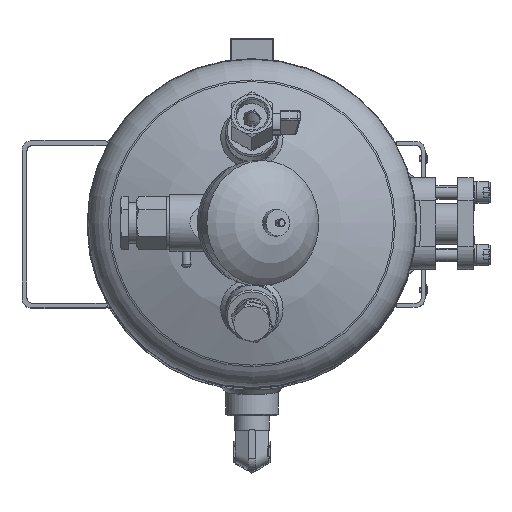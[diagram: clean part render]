
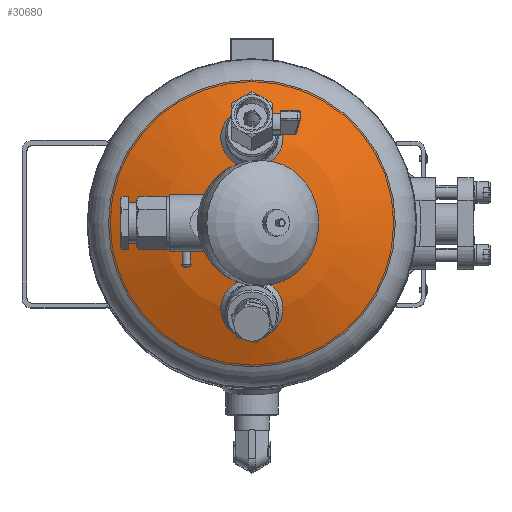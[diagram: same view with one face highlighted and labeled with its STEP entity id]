
A CAD part, top view. The second image highlights one B-rep face of the part: STEP entity #30680.
In plain terms, the highlighted spherical face has radius 202.3 mm.
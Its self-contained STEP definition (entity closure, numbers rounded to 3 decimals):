
#259=SPHERICAL_SURFACE('',#36907,202.3);
#7706=ORIENTED_EDGE('',*,*,#16462,.T.);
#7707=ORIENTED_EDGE('',*,*,#16466,.T.);
#7708=ORIENTED_EDGE('',*,*,#16467,.F.);
#7709=ORIENTED_EDGE('',*,*,#16468,.F.);
#16462=EDGE_CURVE('',#20903,#20903,#24031,.T.);
#16466=EDGE_CURVE('',#20907,#20907,#24035,.T.);
#16467=EDGE_CURVE('',#20908,#20908,#24036,.T.);
#16468=EDGE_CURVE('',#20909,#20909,#24037,.F.);
#20903=VERTEX_POINT('',#47452);
#20907=VERTEX_POINT('',#47462);
#20908=VERTEX_POINT('',#47464);
#20909=VERTEX_POINT('',#47466);
#24031=CIRCLE('',#36902,15.);
#24035=CIRCLE('',#36908,15.);
#24036=CIRCLE('',#36909,87.326);
#24037=CIRCLE('',#36910,20.);
#25049=EDGE_LOOP('',(#7706));
#25050=EDGE_LOOP('',(#7707));
#25051=EDGE_LOOP('',(#7708));
#25052=EDGE_LOOP('',(#7709));
#27661=FACE_BOUND('',#25049,.T.);
#27662=FACE_BOUND('',#25050,.T.);
#27663=FACE_BOUND('',#25051,.T.);
#27664=FACE_BOUND('',#25052,.T.);
#30680=ADVANCED_FACE('',(#27661,#27662,#27663,#27664),#259,.T.);
#36902=AXIS2_PLACEMENT_3D('',#47451,#39964,#39965);
#36907=AXIS2_PLACEMENT_3D('',#47460,#39974,#39975);
#36908=AXIS2_PLACEMENT_3D('',#47461,#39976,#39977);
#36909=AXIS2_PLACEMENT_3D('',#47463,#39978,#39979);
#36910=AXIS2_PLACEMENT_3D('',#47465,#39980,#39981);
#39964=DIRECTION('',(0.259,0.,-0.966));
#39965=DIRECTION('',(0.966,0.,0.259));
#39974=DIRECTION('',(0.,0.,-1.));
#39975=DIRECTION('',(1.,0.,0.));
#39976=DIRECTION('',(-0.259,0.,-0.966));
#39977=DIRECTION('',(-0.966,0.,0.259));
#39978=DIRECTION('',(0.,0.,-1.));
#39979=DIRECTION('',(-1.,0.,0.));
#39980=DIRECTION('',(0.,0.,-1.));
#39981=DIRECTION('',(-1.,0.,0.));
#47451=CARTESIAN_POINT('',(-52.215,0.,46.028));
#47452=CARTESIAN_POINT('',(-37.726,0.,49.911));
#47460=CARTESIAN_POINT('',(0.,0.,-148.841));
#47461=CARTESIAN_POINT('',(52.215,0.,46.028));
#47462=CARTESIAN_POINT('',(37.726,0.,49.911));
#47463=CARTESIAN_POINT('',(0.,0.,33.641));
#47464=CARTESIAN_POINT('',(-87.326,0.,33.641));
#47465=CARTESIAN_POINT('',(0.,0.,52.468));
#47466=CARTESIAN_POINT('',(-20.,0.,52.468));
